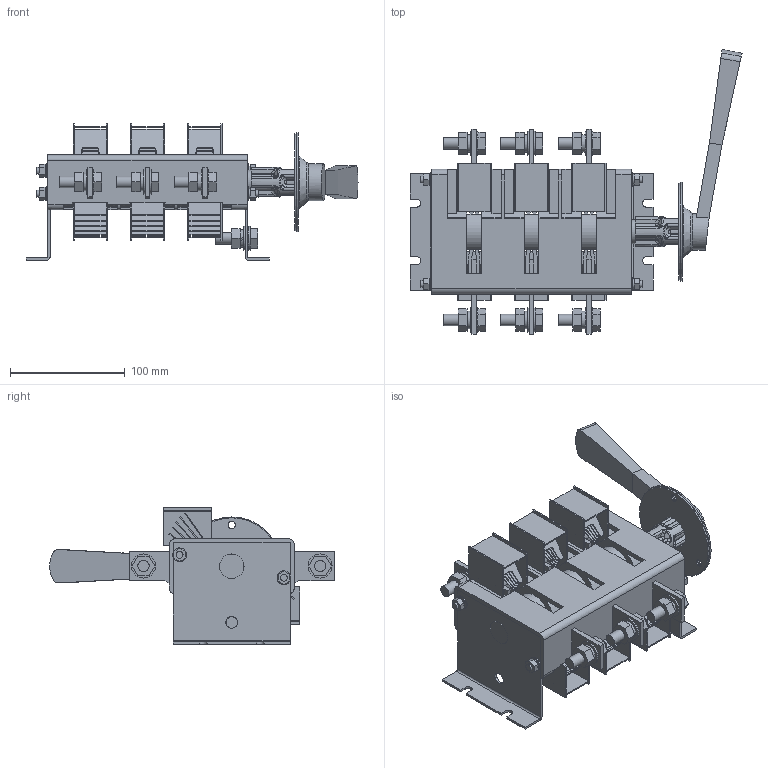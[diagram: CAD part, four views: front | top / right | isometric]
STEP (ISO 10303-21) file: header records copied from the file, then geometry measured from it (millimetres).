
FILE_DESCRIPTION (( 'STEP AP214' ), '1' );
FILE_NAME ('SRK31-111-400 Âûêëþ÷àòåëü-ðàçúåäèíèòåëü ÂÐ32È-37Â31250 400À IEK.STEP', '2018-05-08T12:17:05', ( '' ), ( '' ), 'SwSTEP 2.0', 'SolidWorks 2014', '' );
FILE_SCHEMA (( 'AUTOMOTIVE_DESIGN' ));
Length unit declared in the file: millimetre
Products named in the file (1): SRK31-111-400 Âûêëþ÷àòåëü-ðàçúåäèíèòåëü ÂÐ32È-37Â31250 400À IEK
Bounding box: 289.55 x 248.33 x 119 mm (x, y, z)
Volume: 937074.7 mm3; surface area: 319936 mm2
Topology: 25 solids, 25 shells, 1737 faces, 4779 edges, 3050 vertices
Faces by surface type: plane 1023, cylinder 545, bspline 163, torus 4, cone 2
Full cylindrical faces by diameter (mm): 6 x8, 6.1 x4, 6.5 x6, 10 x14, 10.3 x2, 10.4 x15, 11 x6, 11.364 x1, 12 x4, 12.5 x1, 14.9 x1, 21 x15, 21.3 x2, 21.5 x2, 23.8 x1, 26 x1, 28 x1, 32 x1, 84.5 x1, 86 x1
Entity records: 59140 total; most frequent: CARTESIAN_POINT 15917, ORIENTED_EDGE 9168, DIRECTION 8548, EDGE_CURVE 4584, LINE 3028, VECTOR 3028, VERTEX_POINT 3012, AXIS2_PLACEMENT_3D 2760
